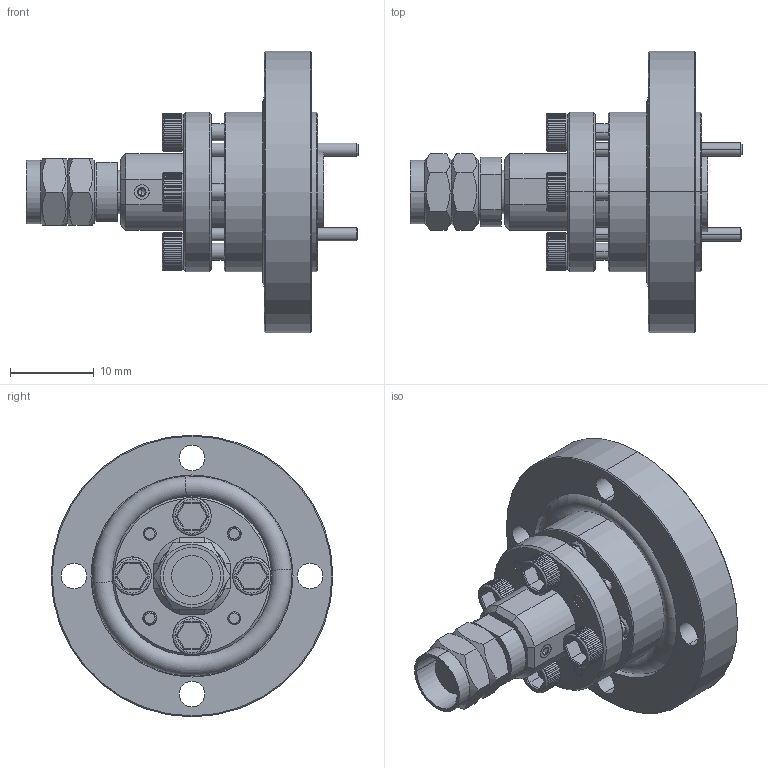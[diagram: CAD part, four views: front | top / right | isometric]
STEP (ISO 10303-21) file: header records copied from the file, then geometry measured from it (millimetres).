
FILE_DESCRIPTION (( 'STEP AP203' ), '1' );
FILE_NAME ('SWC-15VF-E1-WR.STEP', '2019-10-14T17:21:35', ( '' ), ( '' ), 'SwSTEP 2.0', 'SolidWorks 2016', '' );
FILE_SCHEMA (( 'CONFIG_CONTROL_DESIGN' ));
Length unit declared in the file: inch
Products named in the file (1): SWC-15VF-E1-WR
Bounding box: 39.66 x 33.66 x 33.66 mm (x, y, z)
Volume: 8284.7 mm3; surface area: 6309.8 mm2
Topology: 8 solids, 10 shells, 971 faces, 2503 edges, 1594 vertices
Faces by surface type: plane 510, cylinder 302, cone 142, torus 17
Entity records: 30636 total; most frequent: CARTESIAN_POINT 7969, ORIENTED_EDGE 4966, DIRECTION 4351, EDGE_CURVE 2483, AXIS2_PLACEMENT_3D 1698, VERTEX_POINT 1594, EDGE_LOOP 1059, FACE_OUTER_BOUND 971
